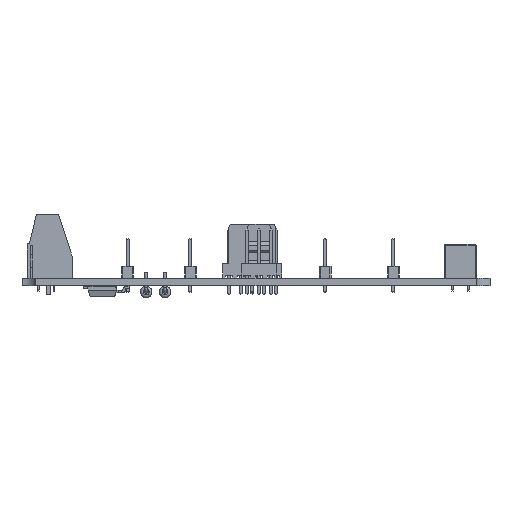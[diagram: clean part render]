
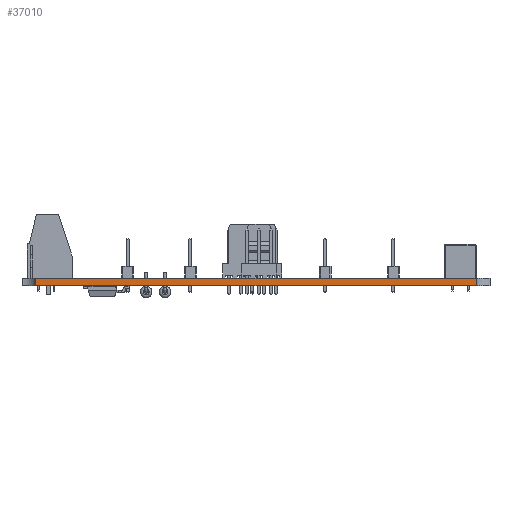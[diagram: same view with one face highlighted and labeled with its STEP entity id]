
A CAD part, front view. The second image highlights one B-rep face of the part: STEP entity #37010.
In plain terms, the highlighted planar face has unit normal (0, -1, 0).
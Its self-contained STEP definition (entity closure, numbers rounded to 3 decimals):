
#36884 = EDGE_CURVE('',#36885,#36887,#36889,.T.);
#36885 = VERTEX_POINT('',#36886);
#36886 = CARTESIAN_POINT('',(109.81,-147.32,0.));
#36887 = VERTEX_POINT('',#36888);
#36888 = CARTESIAN_POINT('',(109.81,-147.32,1.6));
#36889 = SURFACE_CURVE('',#36890,(#36894,#36906),.PCURVE_S1.);
#36890 = LINE('',#36891,#36892);
#36891 = CARTESIAN_POINT('',(109.81,-147.32,0.));
#36892 = VECTOR('',#36893,1.);
#36893 = DIRECTION('',(0.,0.,1.));
#36894 = PCURVE('',#36895,#36900);
#36895 = CYLINDRICAL_SURFACE('',#36896,3.);
#36896 = AXIS2_PLACEMENT_3D('',#36897,#36898,#36899);
#36897 = CARTESIAN_POINT('',(106.81,-147.32,0.));
#36898 = DIRECTION('',(-0.,-0.,-1.));
#36899 = DIRECTION('',(1.,0.,-0.));
#36900 = DEFINITIONAL_REPRESENTATION('',(#36901),#36905);
#36901 = LINE('',#36902,#36903);
#36902 = CARTESIAN_POINT('',(-0.,0.));
#36903 = VECTOR('',#36904,1.);
#36904 = DIRECTION('',(-0.,-1.));
#36905 = ( GEOMETRIC_REPRESENTATION_CONTEXT(2) 
PARAMETRIC_REPRESENTATION_CONTEXT() REPRESENTATION_CONTEXT('2D SPACE',''
  ) );
#36906 = PCURVE('',#36907,#36912);
#36907 = PLANE('',#36908);
#36908 = AXIS2_PLACEMENT_3D('',#36909,#36910,#36911);
#36909 = CARTESIAN_POINT('',(204.81,-147.32,0.));
#36910 = DIRECTION('',(0.,-1.,0.));
#36911 = DIRECTION('',(-1.,0.,0.));
#36912 = DEFINITIONAL_REPRESENTATION('',(#36913),#36917);
#36913 = LINE('',#36914,#36915);
#36914 = CARTESIAN_POINT('',(95.,0.));
#36915 = VECTOR('',#36916,1.);
#36916 = DIRECTION('',(0.,-1.));
#36917 = ( GEOMETRIC_REPRESENTATION_CONTEXT(2) 
PARAMETRIC_REPRESENTATION_CONTEXT() REPRESENTATION_CONTEXT('2D SPACE',''
  ) );
#36936 = PLANE('',#36937);
#36937 = AXIS2_PLACEMENT_3D('',#36938,#36939,#36940);
#36938 = CARTESIAN_POINT('',(157.31,-96.82,1.6));
#36939 = DIRECTION('',(-0.,-0.,-1.));
#36940 = DIRECTION('',(-1.,0.,0.));
#36995 = PLANE('',#36996);
#36996 = AXIS2_PLACEMENT_3D('',#36997,#36998,#36999);
#36997 = CARTESIAN_POINT('',(157.31,-96.82,0.));
#36998 = DIRECTION('',(-0.,-0.,-1.));
#36999 = DIRECTION('',(-1.,0.,0.));
#37010 = ADVANCED_FACE('',(#37011),#36907,.T.);
#37011 = FACE_BOUND('',#37012,.T.);
#37012 = EDGE_LOOP('',(#37013,#37043,#37064,#37065));
#37013 = ORIENTED_EDGE('',*,*,#37014,.T.);
#37014 = EDGE_CURVE('',#37015,#37017,#37019,.T.);
#37015 = VERTEX_POINT('',#37016);
#37016 = CARTESIAN_POINT('',(204.81,-147.32,0.));
#37017 = VERTEX_POINT('',#37018);
#37018 = CARTESIAN_POINT('',(204.81,-147.32,1.6));
#37019 = SURFACE_CURVE('',#37020,(#37024,#37031),.PCURVE_S1.);
#37020 = LINE('',#37021,#37022);
#37021 = CARTESIAN_POINT('',(204.81,-147.32,0.));
#37022 = VECTOR('',#37023,1.);
#37023 = DIRECTION('',(0.,0.,1.));
#37024 = PCURVE('',#36907,#37025);
#37025 = DEFINITIONAL_REPRESENTATION('',(#37026),#37030);
#37026 = LINE('',#37027,#37028);
#37027 = CARTESIAN_POINT('',(0.,-0.));
#37028 = VECTOR('',#37029,1.);
#37029 = DIRECTION('',(0.,-1.));
#37030 = ( GEOMETRIC_REPRESENTATION_CONTEXT(2) 
PARAMETRIC_REPRESENTATION_CONTEXT() REPRESENTATION_CONTEXT('2D SPACE',''
  ) );
#37031 = PCURVE('',#37032,#37037);
#37032 = CYLINDRICAL_SURFACE('',#37033,3.);
#37033 = AXIS2_PLACEMENT_3D('',#37034,#37035,#37036);
#37034 = CARTESIAN_POINT('',(207.81,-147.32,0.));
#37035 = DIRECTION('',(-0.,-0.,-1.));
#37036 = DIRECTION('',(1.,0.,-0.));
#37037 = DEFINITIONAL_REPRESENTATION('',(#37038),#37042);
#37038 = LINE('',#37039,#37040);
#37039 = CARTESIAN_POINT('',(-3.142,0.));
#37040 = VECTOR('',#37041,1.);
#37041 = DIRECTION('',(-0.,-1.));
#37042 = ( GEOMETRIC_REPRESENTATION_CONTEXT(2) 
PARAMETRIC_REPRESENTATION_CONTEXT() REPRESENTATION_CONTEXT('2D SPACE',''
  ) );
#37043 = ORIENTED_EDGE('',*,*,#37044,.T.);
#37044 = EDGE_CURVE('',#37017,#36887,#37045,.T.);
#37045 = SURFACE_CURVE('',#37046,(#37050,#37057),.PCURVE_S1.);
#37046 = LINE('',#37047,#37048);
#37047 = CARTESIAN_POINT('',(204.81,-147.32,1.6));
#37048 = VECTOR('',#37049,1.);
#37049 = DIRECTION('',(-1.,0.,0.));
#37050 = PCURVE('',#36907,#37051);
#37051 = DEFINITIONAL_REPRESENTATION('',(#37052),#37056);
#37052 = LINE('',#37053,#37054);
#37053 = CARTESIAN_POINT('',(0.,-1.6));
#37054 = VECTOR('',#37055,1.);
#37055 = DIRECTION('',(1.,0.));
#37056 = ( GEOMETRIC_REPRESENTATION_CONTEXT(2) 
PARAMETRIC_REPRESENTATION_CONTEXT() REPRESENTATION_CONTEXT('2D SPACE',''
  ) );
#37057 = PCURVE('',#36936,#37058);
#37058 = DEFINITIONAL_REPRESENTATION('',(#37059),#37063);
#37059 = LINE('',#37060,#37061);
#37060 = CARTESIAN_POINT('',(-47.5,-50.5));
#37061 = VECTOR('',#37062,1.);
#37062 = DIRECTION('',(1.,0.));
#37063 = ( GEOMETRIC_REPRESENTATION_CONTEXT(2) 
PARAMETRIC_REPRESENTATION_CONTEXT() REPRESENTATION_CONTEXT('2D SPACE',''
  ) );
#37064 = ORIENTED_EDGE('',*,*,#36884,.F.);
#37065 = ORIENTED_EDGE('',*,*,#37066,.F.);
#37066 = EDGE_CURVE('',#37015,#36885,#37067,.T.);
#37067 = SURFACE_CURVE('',#37068,(#37072,#37079),.PCURVE_S1.);
#37068 = LINE('',#37069,#37070);
#37069 = CARTESIAN_POINT('',(204.81,-147.32,0.));
#37070 = VECTOR('',#37071,1.);
#37071 = DIRECTION('',(-1.,0.,0.));
#37072 = PCURVE('',#36907,#37073);
#37073 = DEFINITIONAL_REPRESENTATION('',(#37074),#37078);
#37074 = LINE('',#37075,#37076);
#37075 = CARTESIAN_POINT('',(0.,-0.));
#37076 = VECTOR('',#37077,1.);
#37077 = DIRECTION('',(1.,0.));
#37078 = ( GEOMETRIC_REPRESENTATION_CONTEXT(2) 
PARAMETRIC_REPRESENTATION_CONTEXT() REPRESENTATION_CONTEXT('2D SPACE',''
  ) );
#37079 = PCURVE('',#36995,#37080);
#37080 = DEFINITIONAL_REPRESENTATION('',(#37081),#37085);
#37081 = LINE('',#37082,#37083);
#37082 = CARTESIAN_POINT('',(-47.5,-50.5));
#37083 = VECTOR('',#37084,1.);
#37084 = DIRECTION('',(1.,0.));
#37085 = ( GEOMETRIC_REPRESENTATION_CONTEXT(2) 
PARAMETRIC_REPRESENTATION_CONTEXT() REPRESENTATION_CONTEXT('2D SPACE',''
  ) );
